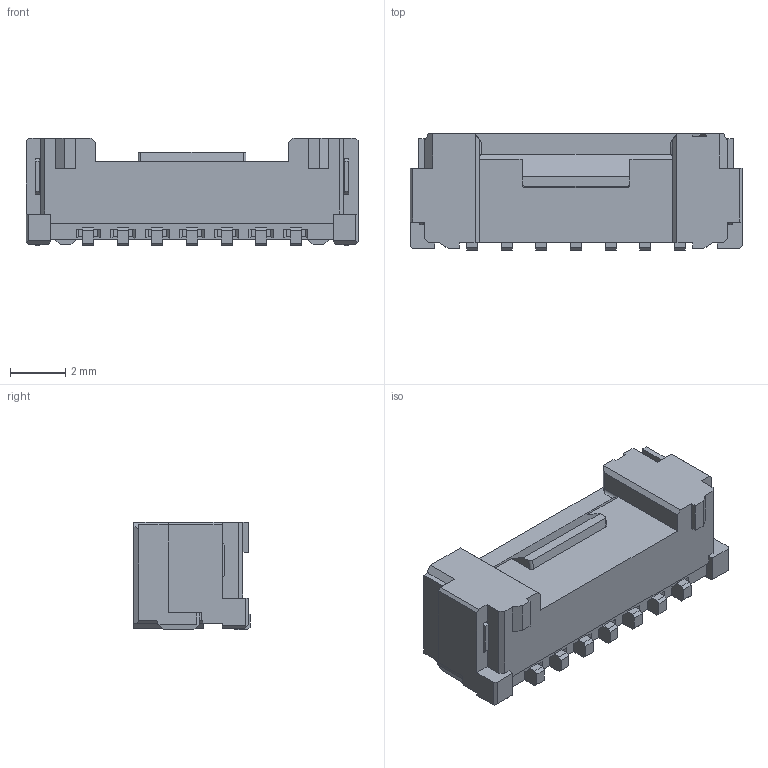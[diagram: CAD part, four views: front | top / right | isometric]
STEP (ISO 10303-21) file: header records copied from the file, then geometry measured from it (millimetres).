
FILE_DESCRIPTION((''),'2;1');
FILE_NAME('5055670781','2020-05-14T',('gga'),(''),'PRO/ENGINEER BY PARAMETRIC TECHNOLOGY CORPORATION, 2016010','PRO/ENGINEER BY PARAMETRIC TECHNOLOGY CORPORATION, 2016010','');
FILE_SCHEMA(('CONFIG_CONTROL_DESIGN'));
Length unit declared in the file: millimetre
Products named in the file (1): 5055670781
Bounding box: 12 x 4.2 x 3.9 mm (x, y, z)
Volume: 95.9 mm3; surface area: 334.9 mm2
Topology: 1 solids, 1 shells, 368 faces, 1095 edges, 731 vertices
Faces by surface type: plane 332, cylinder 32, cone 4
Entity records: 12114 total; most frequent: CARTESIAN_POINT 2198, ORIENTED_EDGE 2118, DIRECTION 1885, EDGE_CURVE 1059, VECTOR 1027, LINE 1027, VERTEX_POINT 695, AXIS2_PLACEMENT_3D 429
